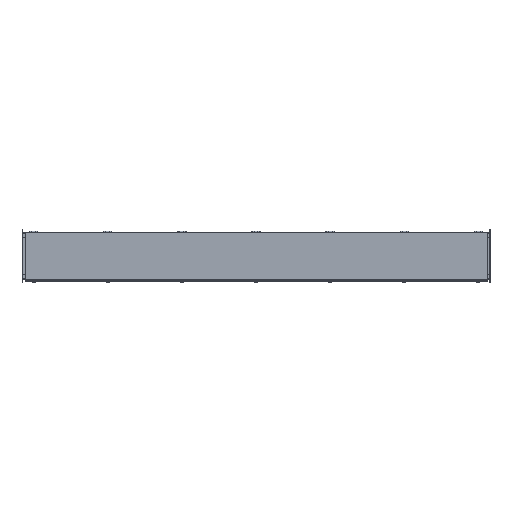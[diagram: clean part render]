
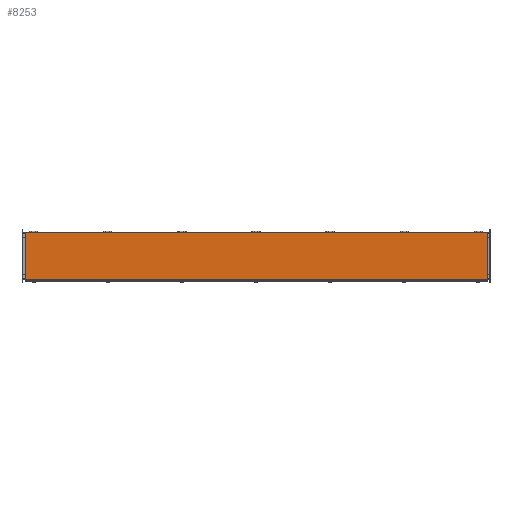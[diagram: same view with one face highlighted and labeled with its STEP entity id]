
A CAD part, top view. The second image highlights one B-rep face of the part: STEP entity #8253.
In plain terms, the highlighted planar face has unit normal (0, 0, 1).
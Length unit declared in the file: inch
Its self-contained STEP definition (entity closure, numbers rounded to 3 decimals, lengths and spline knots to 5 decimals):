
#553 = ORIENTED_EDGE ( 'NONE', *, *, #28365, .T. ) ;
#1469 = DIRECTION ( 'NONE',  ( 1., 0., 0. ) ) ;
#2596 = CARTESIAN_POINT ( 'NONE',  ( -59.218, -6.228, 6.172 ) ) ;
#4165 = DIRECTION ( 'NONE',  ( 0., 0., 1. ) ) ;
#6626 = DIRECTION ( 'NONE',  ( 0., 1., 0. ) ) ;
#7026 = VERTEX_POINT ( 'NONE', #30034 ) ;
#7913 = LINE ( 'NONE', #2596, #24379 ) ;
#8121 = CARTESIAN_POINT ( 'NONE',  ( -59.218, 6.039, 6.172 ) ) ;
#8253 = ADVANCED_FACE ( 'NONE', ( #17663 ), #12182, .T. ) ;
#11966 = CARTESIAN_POINT ( 'NONE',  ( 59.25, -6.228, 6.172 ) ) ;
#12182 = PLANE ( 'NONE',  #28369 ) ;
#12652 = CARTESIAN_POINT ( 'NONE',  ( -59.218, -6.12, 6.172 ) ) ;
#13280 = DIRECTION ( 'NONE',  ( -1., 0., 0. ) ) ;
#13513 = ORIENTED_EDGE ( 'NONE', *, *, #20901, .T. ) ;
#13514 = VECTOR ( 'NONE', #13280, 39.37008 ) ;
#17079 = EDGE_CURVE ( 'NONE', #7026, #34612, #25805, .T. ) ;
#17415 = ORIENTED_EDGE ( 'NONE', *, *, #17079, .T. ) ;
#17663 = FACE_OUTER_BOUND ( 'NONE', #29058, .T. ) ;
#18442 = LINE ( 'NONE', #8121, #13514 ) ;
#20901 = EDGE_CURVE ( 'NONE', #34612, #32626, #31301, .T. ) ;
#21765 = CARTESIAN_POINT ( 'NONE',  ( 59.25, -6.12, 6.172 ) ) ;
#23505 = VECTOR ( 'NONE', #1469, 39.37008 ) ;
#23888 = VECTOR ( 'NONE', #6626, 39.37008 ) ;
#23903 = DIRECTION ( 'NONE',  ( 0., -1., 0. ) ) ;
#24375 = ORIENTED_EDGE ( 'NONE', *, *, #29913, .T. ) ;
#24379 = VECTOR ( 'NONE', #23903, 39.37008 ) ;
#25805 = LINE ( 'NONE', #12652, #23505 ) ;
#25849 = DIRECTION ( 'NONE',  ( 1., 0., 0. ) ) ;
#27875 = CARTESIAN_POINT ( 'NONE',  ( -59.218, 6.039, 6.172 ) ) ;
#28365 = EDGE_CURVE ( 'NONE', #32626, #35125, #18442, .T. ) ;
#28369 = AXIS2_PLACEMENT_3D ( 'NONE', #31151, #4165, #25849 ) ;
#29058 = EDGE_LOOP ( 'NONE', ( #24375, #17415, #13513, #553 ) ) ;
#29913 = EDGE_CURVE ( 'NONE', #35125, #7026, #7913, .T. ) ;
#30034 = CARTESIAN_POINT ( 'NONE',  ( -59.218, -6.12, 6.172 ) ) ;
#31151 = CARTESIAN_POINT ( 'NONE',  ( -59.218, -6.228, 6.172 ) ) ;
#31301 = LINE ( 'NONE', #11966, #23888 ) ;
#32158 = CARTESIAN_POINT ( 'NONE',  ( 59.25, 6.039, 6.172 ) ) ;
#32626 = VERTEX_POINT ( 'NONE', #32158 ) ;
#34612 = VERTEX_POINT ( 'NONE', #21765 ) ;
#35125 = VERTEX_POINT ( 'NONE', #27875 ) ;
